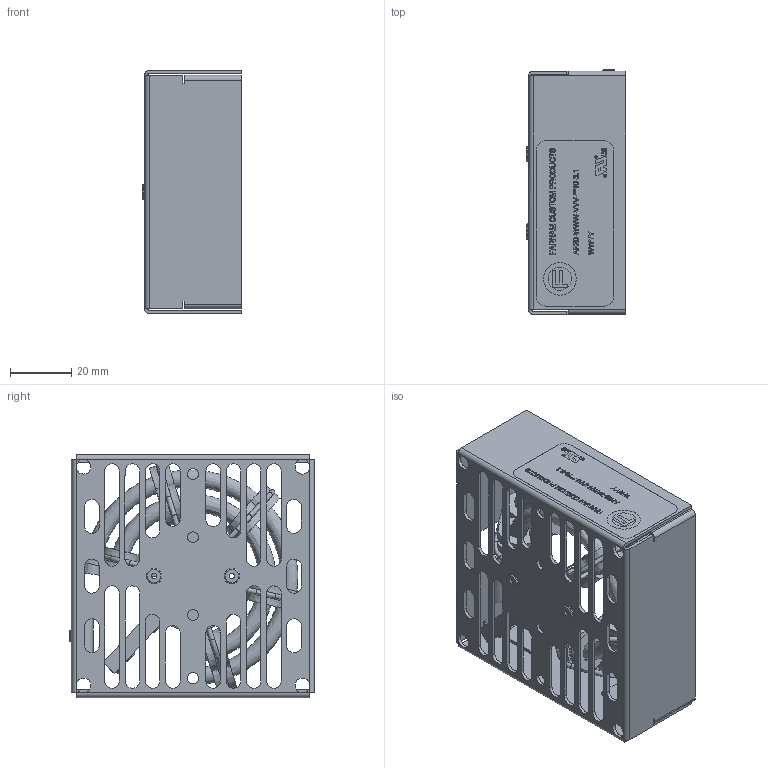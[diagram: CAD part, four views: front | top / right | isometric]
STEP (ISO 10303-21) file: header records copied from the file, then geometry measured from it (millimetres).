
FILE_DESCRIPTION(/* description */ ('Alibre Inc.'),/* implementation_level */ '2;1');
FILE_NAME(/* name */ 'export0',/* time_stamp */ '2016-01-27T14:39:24-05:00',/* author */ (''),/* organization */ (''),/* preprocessor_version */ 'ST-DEVELOPER v14',/* originating_system */ 'Alibre',/* authorisation */ '');
FILE_SCHEMA (('CONFIG_CONTROL_DESIGN'));
Products named in the file (28): ID_1; ID_2; ID_3; ID_4; ID_5; ID_6; ID_7; ID_8; ID_9; ID_10; ID_11; ID_12; ID_13; ID_14; ID_15; ID_16; ID_17; ID_18; ID_19; ID_20; ID_21
Bounding box: 32.54 x 80.01 x 79.42 mm (x, y, z)
Volume: 30861.4 mm3; surface area: 55646.4 mm2
Topology: 106 solids, 106 shells, 1463 faces, 3582 edges, 2358 vertices
Faces by surface type: plane 867, bspline 244, cylinder 230, cone 52, torus 38, revolution 17, extrusion 15
Full cylindrical faces by diameter (mm): 0.813 x1, 0.892 x2, 1.016 x2, 1.575 x2, 1.585 x1, 1.781 x4, 1.981 x4, 2.262 x14, 2.381 x14, 2.54 x3, 2.769 x1, 2.794 x3, 2.845 x6, 2.946 x4, 3.079 x1, 3.124 x1, 3.556 x6, 3.682 x2, 3.81 x14, 3.988 x1, 4.768 x2, 4.78 x1, 5.08 x4, 5.944 x3, 7.636 x1, 10.668 x1
Entity records: 39149 total; most frequent: CARTESIAN_POINT 8770, ORIENTED_EDGE 6002, DIRECTION 4173, EDGE_CURVE 3001, VECTOR 2136, LINE 2133, VERTEX_POINT 2032, EDGE_LOOP 1393
